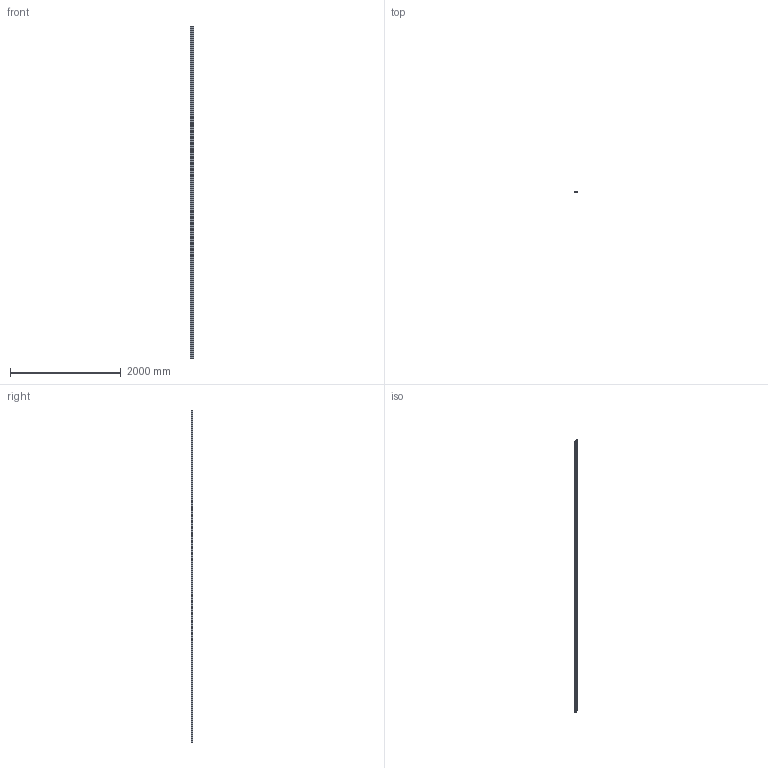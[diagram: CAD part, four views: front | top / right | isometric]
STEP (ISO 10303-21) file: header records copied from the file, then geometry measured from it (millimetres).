
FILE_DESCRIPTION (( 'STEP AP214' ), '1' );
FILE_NAME ('27F394D7-A8E2-4E9D-BF8A-8F8EAF0CDA95.STEP', '2023-08-01T08:01:30', ( '' ), ( '' ), 'SwSTEP 2.0', 'SolidWorks 2022', '' );
FILE_SCHEMA (( 'AUTOMOTIVE_DESIGN' ));
Length unit declared in the file: millimetre
Products named in the file (1): 27F394D7-A8E2-4E9D-BF8A-8F8EAF0CDA95
Bounding box: 57.15 x 21 x 6000 mm (x, y, z)
Volume: 4054429.8 mm3; surface area: 1327733.1 mm2
Topology: 2 solids, 2 shells, 31 faces, 81 edges, 54 vertices
Faces by surface type: plane 22, cylinder 9
Entity records: 1337 total; most frequent: CARTESIAN_POINT 167, DIRECTION 163, ORIENTED_EDGE 162, EDGE_CURVE 81, LINE 63, VECTOR 63, VERTEX_POINT 54, AXIS2_PLACEMENT_3D 50
